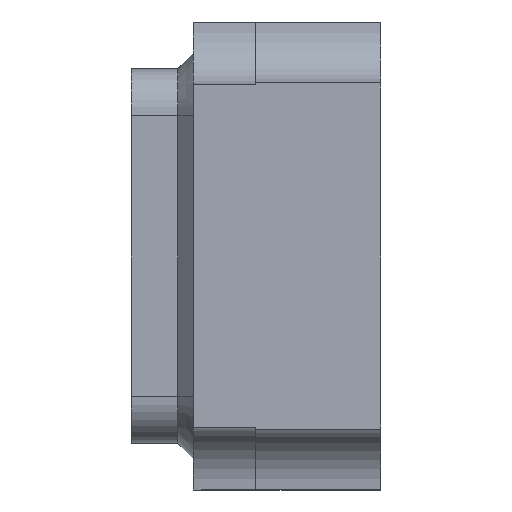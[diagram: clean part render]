
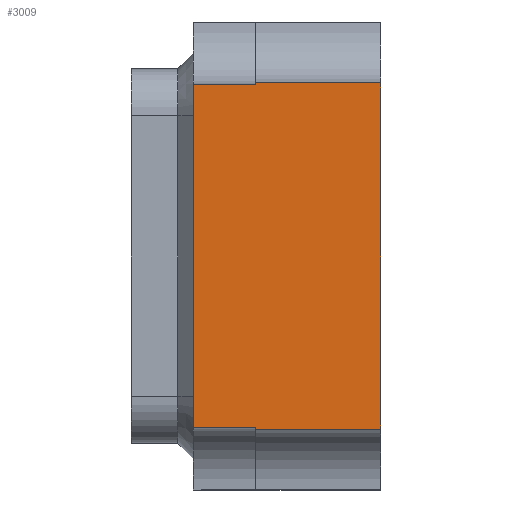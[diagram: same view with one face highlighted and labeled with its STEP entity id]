
A CAD part, left-side view. The second image highlights one B-rep face of the part: STEP entity #3009.
In plain terms, the highlighted planar face has unit normal (-1, 0, 0).
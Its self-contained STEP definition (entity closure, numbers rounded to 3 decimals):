
#5 = DIRECTION ( 'NONE',  ( 1., 0., 0. ) ) ;
#77 = CARTESIAN_POINT ( 'NONE',  ( -1.6, -0.001, -0.475 ) ) ;
#134 = ORIENTED_EDGE ( 'NONE', *, *, #1439, .F. ) ;
#208 = CARTESIAN_POINT ( 'NONE',  ( -1.6, 0.6, -0.55 ) ) ;
#209 = EDGE_CURVE ( 'NONE', #1533, #1033, #971, .T. ) ;
#303 = LINE ( 'NONE', #5997, #5102 ) ;
#337 = CARTESIAN_POINT ( 'NONE',  ( -1.6, 0.4, -0.555 ) ) ;
#726 = CARTESIAN_POINT ( 'NONE',  ( -1.6, 0.4, 0.555 ) ) ;
#731 = VECTOR ( 'NONE', #2875, 1000. ) ;
#782 = LINE ( 'NONE', #337, #3174 ) ;
#815 = EDGE_CURVE ( 'NONE', #3367, #4672, #3669, .T. ) ;
#872 = CARTESIAN_POINT ( 'NONE',  ( -1.6, 0.4, -0.475 ) ) ;
#965 = AXIS2_PLACEMENT_3D ( 'NONE', #5705, #5, #1882 ) ;
#971 = LINE ( 'NONE', #872, #731 ) ;
#1006 = VERTEX_POINT ( 'NONE', #3463 ) ;
#1033 = VERTEX_POINT ( 'NONE', #4978 ) ;
#1041 = VERTEX_POINT ( 'NONE', #1732 ) ;
#1092 = CARTESIAN_POINT ( 'NONE',  ( -1.6, 0.6, -0.55 ) ) ;
#1159 = DIRECTION ( 'NONE',  ( 0., -1., 0. ) ) ;
#1218 = CARTESIAN_POINT ( 'NONE',  ( -1.6, 0.4, 0.475 ) ) ;
#1233 = DIRECTION ( 'NONE',  ( 0., 0., -1. ) ) ;
#1262 = PLANE ( 'NONE',  #965 ) ;
#1380 = CARTESIAN_POINT ( 'NONE',  ( -1.6, 0.6, -0.55 ) ) ;
#1396 = VECTOR ( 'NONE', #1715, 1000. ) ;
#1436 = VERTEX_POINT ( 'NONE', #4123 ) ;
#1439 = EDGE_CURVE ( 'NONE', #2792, #5671, #3738, .T. ) ;
#1533 = VERTEX_POINT ( 'NONE', #4511 ) ;
#1626 = ORIENTED_EDGE ( 'NONE', *, *, #5515, .F. ) ;
#1688 = EDGE_CURVE ( 'NONE', #1033, #1041, #5842, .T. ) ;
#1715 = DIRECTION ( 'NONE',  ( 0., 0., 1. ) ) ;
#1723 = FACE_OUTER_BOUND ( 'NONE', #5578, .T. ) ;
#1732 = CARTESIAN_POINT ( 'NONE',  ( -1.6, -0.001, -0.555 ) ) ;
#1882 = DIRECTION ( 'NONE',  ( 0., 0., -1. ) ) ;
#1964 = VECTOR ( 'NONE', #1159, 1000. ) ;
#1999 = VERTEX_POINT ( 'NONE', #2313 ) ;
#2096 = ORIENTED_EDGE ( 'NONE', *, *, #1688, .F. ) ;
#2189 = LINE ( 'NONE', #4590, #2973 ) ;
#2227 = EDGE_CURVE ( 'NONE', #5671, #5463, #303, .T. ) ;
#2230 = CARTESIAN_POINT ( 'NONE',  ( -1.6, 0.6, 0.55 ) ) ;
#2313 = CARTESIAN_POINT ( 'NONE',  ( -1.6, -0.001, 0.555 ) ) ;
#2470 = DIRECTION ( 'NONE',  ( 0., -1., 0. ) ) ;
#2500 = CARTESIAN_POINT ( 'NONE',  ( -1.6, -0.001, 0.555 ) ) ;
#2541 = LINE ( 'NONE', #726, #3509 ) ;
#2759 = EDGE_CURVE ( 'NONE', #2792, #5539, #3030, .T. ) ;
#2792 = VERTEX_POINT ( 'NONE', #208 ) ;
#2875 = DIRECTION ( 'NONE',  ( 0., -1., 0. ) ) ;
#2922 = EDGE_CURVE ( 'NONE', #5539, #1436, #2189, .T. ) ;
#2973 = VECTOR ( 'NONE', #1233, 1000. ) ;
#3009 = ADVANCED_FACE ( 'NONE', ( #1723 ), #1262, .F. ) ;
#3014 = LINE ( 'NONE', #5391, #3670 ) ;
#3030 = LINE ( 'NONE', #1092, #1964 ) ;
#3043 = CARTESIAN_POINT ( 'NONE',  ( -1.6, 0., -0.55 ) ) ;
#3092 = CARTESIAN_POINT ( 'NONE',  ( -1.6, -0.001, 0.475 ) ) ;
#3096 = LINE ( 'NONE', #3043, #3252 ) ;
#3138 = EDGE_CURVE ( 'NONE', #1436, #1041, #782, .T. ) ;
#3174 = VECTOR ( 'NONE', #5916, 1000. ) ;
#3230 = ORIENTED_EDGE ( 'NONE', *, *, #815, .T. ) ;
#3252 = VECTOR ( 'NONE', #5936, 1000. ) ;
#3304 = VECTOR ( 'NONE', #6154, 1000. ) ;
#3327 = ORIENTED_EDGE ( 'NONE', *, *, #2922, .T. ) ;
#3338 = EDGE_CURVE ( 'NONE', #1006, #1999, #3014, .T. ) ;
#3367 = VERTEX_POINT ( 'NONE', #3403 ) ;
#3403 = CARTESIAN_POINT ( 'NONE',  ( -1.6, 0., 0.475 ) ) ;
#3463 = CARTESIAN_POINT ( 'NONE',  ( -1.6, 0.4, 0.555 ) ) ;
#3509 = VECTOR ( 'NONE', #5943, 1000. ) ;
#3526 = ORIENTED_EDGE ( 'NONE', *, *, #5630, .T. ) ;
#3610 = ORIENTED_EDGE ( 'NONE', *, *, #5357, .T. ) ;
#3669 = LINE ( 'NONE', #1218, #5489 ) ;
#3670 = VECTOR ( 'NONE', #2470, 1000. ) ;
#3738 = LINE ( 'NONE', #1380, #1396 ) ;
#3875 = LINE ( 'NONE', #2500, #3304 ) ;
#4123 = CARTESIAN_POINT ( 'NONE',  ( -1.6, 0.4, -0.555 ) ) ;
#4284 = ORIENTED_EDGE ( 'NONE', *, *, #209, .F. ) ;
#4388 = VECTOR ( 'NONE', #5311, 1000. ) ;
#4511 = CARTESIAN_POINT ( 'NONE',  ( -1.6, 0., -0.475 ) ) ;
#4590 = CARTESIAN_POINT ( 'NONE',  ( -1.6, 0.4, -0.475 ) ) ;
#4672 = VERTEX_POINT ( 'NONE', #3092 ) ;
#4978 = CARTESIAN_POINT ( 'NONE',  ( -1.6, -0.001, -0.475 ) ) ;
#5056 = ORIENTED_EDGE ( 'NONE', *, *, #3338, .F. ) ;
#5102 = VECTOR ( 'NONE', #5585, 1000. ) ;
#5130 = CARTESIAN_POINT ( 'NONE',  ( -1.6, 0.4, 0.55 ) ) ;
#5251 = ORIENTED_EDGE ( 'NONE', *, *, #3138, .T. ) ;
#5311 = DIRECTION ( 'NONE',  ( 0., 0., -1. ) ) ;
#5357 = EDGE_CURVE ( 'NONE', #1006, #5463, #2541, .T. ) ;
#5391 = CARTESIAN_POINT ( 'NONE',  ( -1.6, 0.4, 0.555 ) ) ;
#5463 = VERTEX_POINT ( 'NONE', #5130 ) ;
#5489 = VECTOR ( 'NONE', #5938, 1000. ) ;
#5515 = EDGE_CURVE ( 'NONE', #1999, #4672, #3875, .T. ) ;
#5539 = VERTEX_POINT ( 'NONE', #5725 ) ;
#5578 = EDGE_LOOP ( 'NONE', ( #4284, #3526, #3230, #1626, #5056, #3610, #5967, #134, #5858, #3327, #5251, #2096 ) ) ;
#5585 = DIRECTION ( 'NONE',  ( 0., -1., 0. ) ) ;
#5630 = EDGE_CURVE ( 'NONE', #1533, #3367, #3096, .T. ) ;
#5671 = VERTEX_POINT ( 'NONE', #2230 ) ;
#5705 = CARTESIAN_POINT ( 'NONE',  ( -1.6, 0.6, -0.55 ) ) ;
#5725 = CARTESIAN_POINT ( 'NONE',  ( -1.6, 0.4, -0.55 ) ) ;
#5842 = LINE ( 'NONE', #77, #4388 ) ;
#5858 = ORIENTED_EDGE ( 'NONE', *, *, #2759, .T. ) ;
#5916 = DIRECTION ( 'NONE',  ( 0., -1., 0. ) ) ;
#5936 = DIRECTION ( 'NONE',  ( 0., 0., 1. ) ) ;
#5938 = DIRECTION ( 'NONE',  ( 0., -1., 0. ) ) ;
#5943 = DIRECTION ( 'NONE',  ( 0., 0., -1. ) ) ;
#5967 = ORIENTED_EDGE ( 'NONE', *, *, #2227, .F. ) ;
#5997 = CARTESIAN_POINT ( 'NONE',  ( -1.6, 0.6, 0.55 ) ) ;
#6154 = DIRECTION ( 'NONE',  ( 0., 0., -1. ) ) ;
